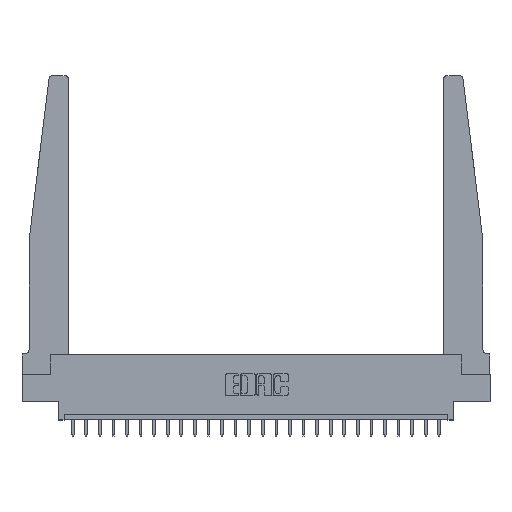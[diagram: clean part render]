
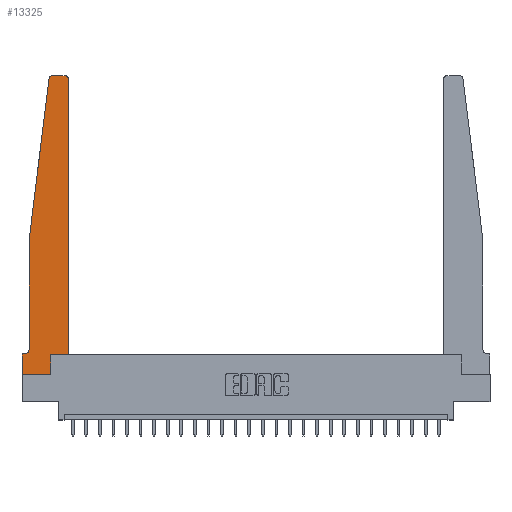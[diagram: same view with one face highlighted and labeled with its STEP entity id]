
A CAD part, top view. The second image highlights one B-rep face of the part: STEP entity #13325.
In plain terms, the highlighted planar face has unit normal (0, 0, 1).
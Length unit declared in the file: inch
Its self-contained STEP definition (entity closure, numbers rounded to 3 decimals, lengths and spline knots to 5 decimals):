
#13 = CARTESIAN_POINT ( 'NONE',  ( 0.065, 1.25, 0.37 ) ) ;
#127 = VERTEX_POINT ( 'NONE', #21394 ) ;
#919 = AXIS2_PLACEMENT_3D ( 'NONE', #12691, #20388, #8984 ) ;
#1065 = ORIENTED_EDGE ( 'NONE', *, *, #17758, .T. ) ;
#1287 = FACE_OUTER_BOUND ( 'NONE', #6466, .T. ) ;
#1655 = LINE ( 'NONE', #6888, #17333 ) ;
#1754 = CARTESIAN_POINT ( 'NONE',  ( 0.065, 0.2375, 0.37 ) ) ;
#2110 = VECTOR ( 'NONE', #13897, 39.37008 ) ;
#2407 = VERTEX_POINT ( 'NONE', #2551 ) ;
#2551 = CARTESIAN_POINT ( 'NONE',  ( 0., 0.1875, 0.37 ) ) ;
#2962 = AXIS2_PLACEMENT_3D ( 'NONE', #24392, #12902, #20479 ) ;
#2983 = DIRECTION ( 'NONE',  ( 1., 0., 0. ) ) ;
#3569 = VECTOR ( 'NONE', #11793, 39.37008 ) ;
#3745 = CARTESIAN_POINT ( 'NONE',  ( 0.425, 2.72, 0.37 ) ) ;
#3868 = VERTEX_POINT ( 'NONE', #13 ) ;
#4263 = CARTESIAN_POINT ( 'NONE',  ( 0.065, 1.25, 0.37 ) ) ;
#4594 = AXIS2_PLACEMENT_3D ( 'NONE', #5085, #24228, #23978 ) ;
#4865 = DIRECTION ( 'NONE',  ( 0., 1., 0. ) ) ;
#5085 = CARTESIAN_POINT ( 'NONE',  ( 0.395, 2.72, 0.37 ) ) ;
#5290 = VECTOR ( 'NONE', #17441, 39.37008 ) ;
#5398 = EDGE_CURVE ( 'NONE', #8286, #3868, #8361, .T. ) ;
#5768 = CIRCLE ( 'NONE', #4594, 0.03 ) ;
#6245 = VERTEX_POINT ( 'NONE', #19560 ) ;
#6466 = EDGE_LOOP ( 'NONE', ( #24303, #10748, #18451, #17923, #24099, #1065, #17835, #20484, #15922, #17804, #12462, #15232 ) ) ;
#6479 = VERTEX_POINT ( 'NONE', #3745 ) ;
#6751 = VECTOR ( 'NONE', #12330, 39.37008 ) ;
#6888 = CARTESIAN_POINT ( 'NONE',  ( 0.065, 0.1875, 0.37 ) ) ;
#6902 = DIRECTION ( 'NONE',  ( 0., 0., 1. ) ) ;
#6961 = VERTEX_POINT ( 'NONE', #23931 ) ;
#7186 = LINE ( 'NONE', #20218, #10761 ) ;
#8085 = CARTESIAN_POINT ( 'NONE',  ( 0.065, 1.25, 0.37 ) ) ;
#8286 = VERTEX_POINT ( 'NONE', #15355 ) ;
#8361 = LINE ( 'NONE', #4263, #6751 ) ;
#8407 = VECTOR ( 'NONE', #4865, 39.37008 ) ;
#8737 = VERTEX_POINT ( 'NONE', #9841 ) ;
#8984 = DIRECTION ( 'NONE',  ( 1., 0., 0. ) ) ;
#9238 = DIRECTION ( 'NONE',  ( -1., 0., 0. ) ) ;
#9451 = CARTESIAN_POINT ( 'NONE',  ( 0.425, 0.18, 0.37 ) ) ;
#9486 = CIRCLE ( 'NONE', #22569, 0.03 ) ;
#9685 = CIRCLE ( 'NONE', #2962, 0.05 ) ;
#9834 = CARTESIAN_POINT ( 'NONE',  ( 0.425, 0.18, 0.37 ) ) ;
#9841 = CARTESIAN_POINT ( 'NONE',  ( 0.2605, 0., 0.37 ) ) ;
#10748 = ORIENTED_EDGE ( 'NONE', *, *, #20691, .T. ) ;
#10761 = VECTOR ( 'NONE', #2983, 39.37008 ) ;
#11187 = EDGE_CURVE ( 'NONE', #19777, #8737, #7186, .T. ) ;
#11793 = DIRECTION ( 'NONE',  ( -1., 0., 0. ) ) ;
#12087 = VERTEX_POINT ( 'NONE', #1754 ) ;
#12330 = DIRECTION ( 'NONE',  ( -0.122, -0.992, 0. ) ) ;
#12437 = LINE ( 'NONE', #21720, #8407 ) ;
#12462 = ORIENTED_EDGE ( 'NONE', *, *, #13218, .T. ) ;
#12484 = CARTESIAN_POINT ( 'NONE',  ( 0.27653, 2.72, 0.37 ) ) ;
#12691 = CARTESIAN_POINT ( 'NONE',  ( 0., 0.1875, 0.37 ) ) ;
#12714 = DIRECTION ( 'NONE',  ( 1., 0., 0. ) ) ;
#12879 = VECTOR ( 'NONE', #23228, 39.37008 ) ;
#12902 = DIRECTION ( 'NONE',  ( 0., 0., -1. ) ) ;
#13218 = EDGE_CURVE ( 'NONE', #127, #6479, #13679, .T. ) ;
#13325 = ADVANCED_FACE ( 'NONE', ( #1287 ), #16312, .T. ) ;
#13392 = DIRECTION ( 'NONE',  ( 1., 0., 0. ) ) ;
#13596 = EDGE_CURVE ( 'NONE', #3868, #12087, #21105, .T. ) ;
#13679 = LINE ( 'NONE', #9834, #5290 ) ;
#13897 = DIRECTION ( 'NONE',  ( 0., -1., 0. ) ) ;
#14995 = VERTEX_POINT ( 'NONE', #21989 ) ;
#15205 = EDGE_CURVE ( 'NONE', #12087, #6961, #9685, .T. ) ;
#15232 = ORIENTED_EDGE ( 'NONE', *, *, #15777, .T. ) ;
#15263 = EDGE_CURVE ( 'NONE', #2407, #19777, #21317, .T. ) ;
#15291 = CARTESIAN_POINT ( 'NONE',  ( 0.25, 2.75, 0.37 ) ) ;
#15355 = CARTESIAN_POINT ( 'NONE',  ( 0.24675, 2.72367, 0.37 ) ) ;
#15777 = EDGE_CURVE ( 'NONE', #6479, #21101, #5768, .T. ) ;
#15922 = ORIENTED_EDGE ( 'NONE', *, *, #22904, .T. ) ;
#16312 = PLANE ( 'NONE',  #919 ) ;
#16785 = LINE ( 'NONE', #9451, #23462 ) ;
#17333 = VECTOR ( 'NONE', #9238, 39.37008 ) ;
#17441 = DIRECTION ( 'NONE',  ( 0., 1., 0. ) ) ;
#17630 = CARTESIAN_POINT ( 'NONE',  ( 0., 0., 0.37 ) ) ;
#17677 = CARTESIAN_POINT ( 'NONE',  ( 0.395, 2.75, 0.37 ) ) ;
#17758 = EDGE_CURVE ( 'NONE', #6961, #2407, #1655, .T. ) ;
#17804 = ORIENTED_EDGE ( 'NONE', *, *, #22665, .T. ) ;
#17835 = ORIENTED_EDGE ( 'NONE', *, *, #15263, .T. ) ;
#17923 = ORIENTED_EDGE ( 'NONE', *, *, #13596, .T. ) ;
#18451 = ORIENTED_EDGE ( 'NONE', *, *, #5398, .T. ) ;
#18895 = CARTESIAN_POINT ( 'NONE',  ( 0., 0., 0.37 ) ) ;
#19560 = CARTESIAN_POINT ( 'NONE',  ( 0.2605, 0.18, 0.37 ) ) ;
#19777 = VERTEX_POINT ( 'NONE', #18895 ) ;
#20218 = CARTESIAN_POINT ( 'NONE',  ( 0., 0., 0.37 ) ) ;
#20388 = DIRECTION ( 'NONE',  ( 0., 0., 1. ) ) ;
#20479 = DIRECTION ( 'NONE',  ( -1., 0., 0. ) ) ;
#20484 = ORIENTED_EDGE ( 'NONE', *, *, #11187, .T. ) ;
#20691 = EDGE_CURVE ( 'NONE', #14995, #8286, #9486, .T. ) ;
#21101 = VERTEX_POINT ( 'NONE', #17677 ) ;
#21105 = LINE ( 'NONE', #8085, #2110 ) ;
#21317 = LINE ( 'NONE', #17630, #12879 ) ;
#21394 = CARTESIAN_POINT ( 'NONE',  ( 0.425, 0.18, 0.37 ) ) ;
#21468 = EDGE_CURVE ( 'NONE', #21101, #14995, #23243, .T. ) ;
#21720 = CARTESIAN_POINT ( 'NONE',  ( 0.2605, 0.18, 0.37 ) ) ;
#21989 = CARTESIAN_POINT ( 'NONE',  ( 0.27653, 2.75, 0.37 ) ) ;
#22569 = AXIS2_PLACEMENT_3D ( 'NONE', #12484, #6902, #12714 ) ;
#22665 = EDGE_CURVE ( 'NONE', #6245, #127, #16785, .T. ) ;
#22904 = EDGE_CURVE ( 'NONE', #8737, #6245, #12437, .T. ) ;
#23228 = DIRECTION ( 'NONE',  ( 0., -1., 0. ) ) ;
#23243 = LINE ( 'NONE', #15291, #3569 ) ;
#23462 = VECTOR ( 'NONE', #13392, 39.37008 ) ;
#23931 = CARTESIAN_POINT ( 'NONE',  ( 0.015, 0.1875, 0.37 ) ) ;
#23978 = DIRECTION ( 'NONE',  ( 1., 0., 0. ) ) ;
#24099 = ORIENTED_EDGE ( 'NONE', *, *, #15205, .T. ) ;
#24228 = DIRECTION ( 'NONE',  ( 0., 0., 1. ) ) ;
#24303 = ORIENTED_EDGE ( 'NONE', *, *, #21468, .T. ) ;
#24392 = CARTESIAN_POINT ( 'NONE',  ( 0.015, 0.2375, 0.37 ) ) ;
